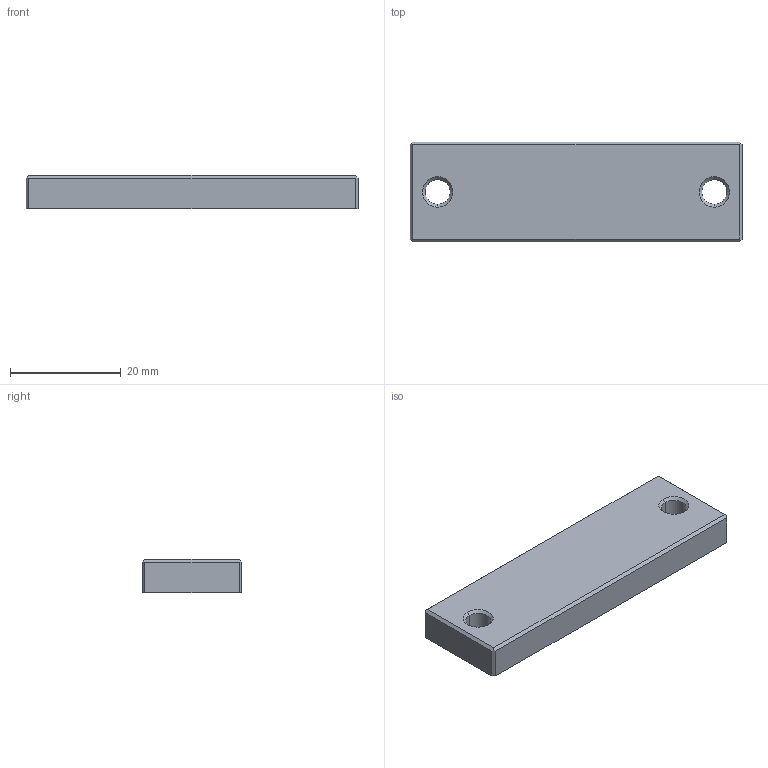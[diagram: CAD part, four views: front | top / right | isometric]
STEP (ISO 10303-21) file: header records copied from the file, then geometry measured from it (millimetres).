
FILE_DESCRIPTION((''),'2;1');
FILE_NAME('187861_ASM','2015-05-12T',('pdmadmin'),(''),'PRO/ENGINEER BY PARAMETRIC TECHNOLOGY CORPORATION, 2013230','PRO/ENGINEER BY PARAMETRIC TECHNOLOGY CORPORATION, 2013230','');
FILE_SCHEMA(('CONFIG_CONTROL_DESIGN'));
Length unit declared in the file: millimetre
Products named in the file (2): 95122; 187861_ASM
Assembly tree (1 placements, depth 2):
  187861_ASM
    95122
Bounding box: 60 x 18 x 6 mm (x, y, z)
Volume: 6263.2 mm3; surface area: 3141 mm2
Topology: 1 solids, 1 shells, 22 faces, 56 edges, 36 vertices
Faces by surface type: plane 14, cylinder 4, cone 4
Entity records: 735 total; most frequent: DIRECTION 118, CARTESIAN_POINT 117, ORIENTED_EDGE 112, EDGE_CURVE 56, VECTOR 44, LINE 44, AXIS2_PLACEMENT_3D 37, VERTEX_POINT 36
